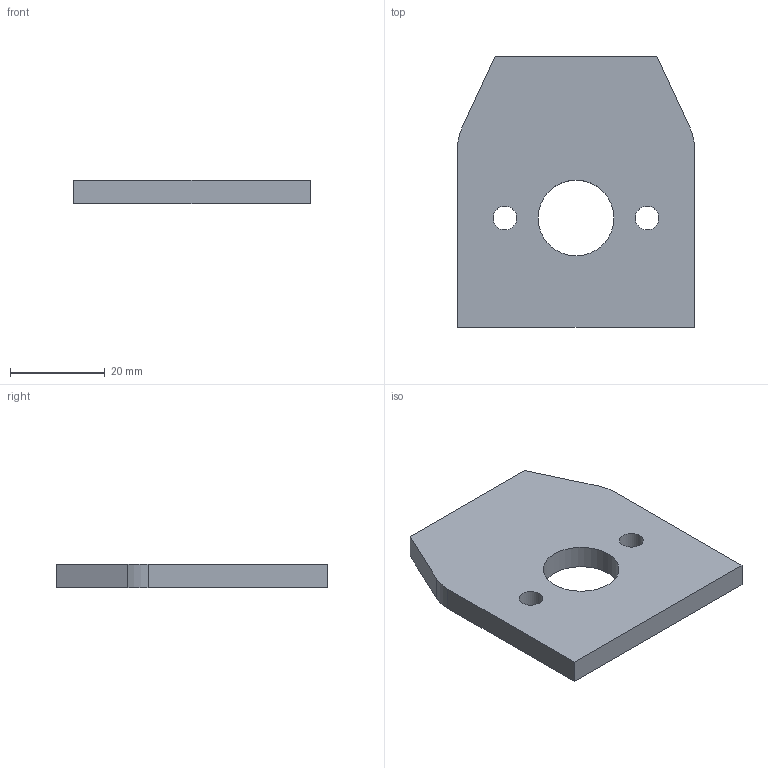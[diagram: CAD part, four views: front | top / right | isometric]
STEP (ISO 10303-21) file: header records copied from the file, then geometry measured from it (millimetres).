
FILE_DESCRIPTION (( 'STEP AP214' ), '1' );
FILE_NAME ('Part7. Jaw Plate.STEP', '2025-04-02T16:42:55', ( '' ), ( '' ), 'SwSTEP 2.0', 'SolidWorks 2025', '' );
FILE_SCHEMA (( 'AUTOMOTIVE_DESIGN' ));
Length unit declared in the file: millimetre
Products named in the file (1): Part7. Jaw Plate
Bounding box: 50 x 57 x 5 mm (x, y, z)
Volume: 12371 mm3; surface area: 6364.4 mm2
Topology: 1 solids, 1 shells, 13 faces, 33 edges, 22 vertices
Faces by surface type: plane 8, cylinder 5
Full cylindrical faces by diameter (mm): 5 x2, 16 x1
Entity records: 417 total; most frequent: DIRECTION 68, CARTESIAN_POINT 66, ORIENTED_EDGE 60, EDGE_CURVE 30, AXIS2_PLACEMENT_3D 24, VERTEX_POINT 22, EDGE_LOOP 22, VECTOR 20
